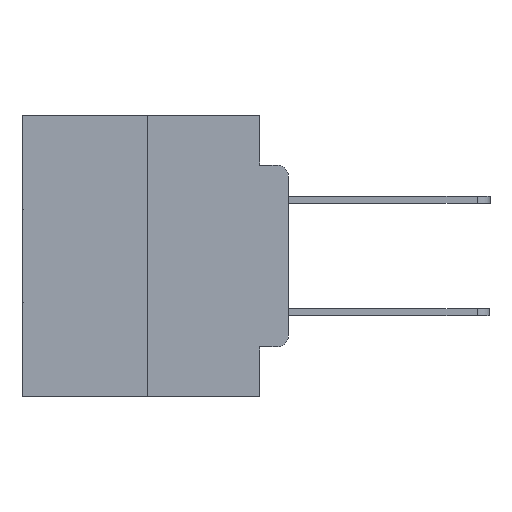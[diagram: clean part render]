
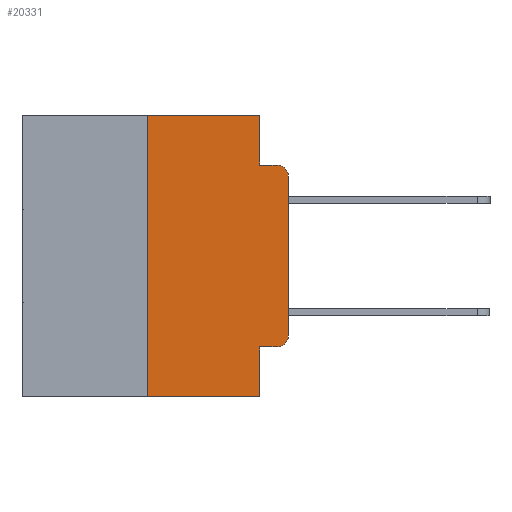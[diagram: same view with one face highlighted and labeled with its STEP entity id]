
A CAD part, left-side view. The second image highlights one B-rep face of the part: STEP entity #20331.
In plain terms, the highlighted planar face has unit normal (-1, 0, 0).
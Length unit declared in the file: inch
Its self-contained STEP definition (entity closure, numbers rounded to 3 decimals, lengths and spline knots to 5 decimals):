
#320 = LINE ( 'NONE', #19387, #18926 ) ;
#345 = LINE ( 'NONE', #7955, #17577 ) ;
#499 = CARTESIAN_POINT ( 'NONE',  ( 0., 0.051, 0. ) ) ;
#581 = VECTOR ( 'NONE', #6548, 39.37008 ) ;
#582 = CARTESIAN_POINT ( 'NONE',  ( 0., 0.02, -0.1085 ) ) ;
#1344 = AXIS2_PLACEMENT_3D ( 'NONE', #9717, #3058, #18639 ) ;
#2440 = EDGE_CURVE ( 'NONE', #8245, #21267, #320, .T. ) ;
#2543 = EDGE_LOOP ( 'NONE', ( #2591, #15800, #2642, #18856, #18795, #17960, #17915, #17216, #16958, #16801 ) ) ;
#2591 = ORIENTED_EDGE ( 'NONE', *, *, #14624, .T. ) ;
#2642 = ORIENTED_EDGE ( 'NONE', *, *, #8643, .F. ) ;
#2863 = DIRECTION ( 'NONE',  ( 0., 0., -1. ) ) ;
#2934 = DIRECTION ( 'NONE',  ( 0., 0., -1. ) ) ;
#3058 = DIRECTION ( 'NONE',  ( 1., 0., 0. ) ) ;
#3397 = LINE ( 'NONE', #10169, #4123 ) ;
#3978 = EDGE_CURVE ( 'NONE', #16137, #8869, #26172, .T. ) ;
#4087 = DIRECTION ( 'NONE',  ( -1., 0., 0. ) ) ;
#4123 = VECTOR ( 'NONE', #23291, 39.37008 ) ;
#4219 = VECTOR ( 'NONE', #26517, 39.37008 ) ;
#4539 = EDGE_CURVE ( 'NONE', #20042, #27760, #10498, .T. ) ;
#4567 = CARTESIAN_POINT ( 'NONE',  ( 0., 0.051, -0.0885 ) ) ;
#5265 = CARTESIAN_POINT ( 'NONE',  ( 0., 0.25, 0. ) ) ;
#6516 = CARTESIAN_POINT ( 'NONE',  ( 0., 0.051, 0. ) ) ;
#6548 = DIRECTION ( 'NONE',  ( 0., 0., 1. ) ) ;
#7396 = CARTESIAN_POINT ( 'NONE',  ( 0., 0.02, -0.0885 ) ) ;
#7955 = CARTESIAN_POINT ( 'NONE',  ( 0., 0., 0. ) ) ;
#8245 = VERTEX_POINT ( 'NONE', #22919 ) ;
#8643 = EDGE_CURVE ( 'NONE', #9849, #20300, #14337, .T. ) ;
#8808 = CARTESIAN_POINT ( 'NONE',  ( 0., 0.051, -0.5 ) ) ;
#8869 = VERTEX_POINT ( 'NONE', #9613 ) ;
#9613 = CARTESIAN_POINT ( 'NONE',  ( 0., 0.25, 0. ) ) ;
#9717 = CARTESIAN_POINT ( 'NONE',  ( 0., 0.473, 0. ) ) ;
#9849 = VERTEX_POINT ( 'NONE', #24338 ) ;
#10169 = CARTESIAN_POINT ( 'NONE',  ( 0., 0.473, 0. ) ) ;
#10192 = CARTESIAN_POINT ( 'NONE',  ( 0., 0.25, -0.5 ) ) ;
#10195 = EDGE_CURVE ( 'NONE', #8869, #20565, #3397, .T. ) ;
#10232 = AXIS2_PLACEMENT_3D ( 'NONE', #582, #16320, #2934 ) ;
#10498 = CIRCLE ( 'NONE', #17924, 0.02 ) ;
#10656 = VECTOR ( 'NONE', #2863, 39.37008 ) ;
#11261 = LINE ( 'NONE', #19515, #16454 ) ;
#11790 = CARTESIAN_POINT ( 'NONE',  ( 0., 0., -0.3915 ) ) ;
#12980 = VECTOR ( 'NONE', #20076, 39.37008 ) ;
#13894 = CIRCLE ( 'NONE', #10232, 0.02 ) ;
#14337 = LINE ( 'NONE', #4567, #12980 ) ;
#14435 = VERTEX_POINT ( 'NONE', #18338 ) ;
#14450 = EDGE_CURVE ( 'NONE', #20565, #9849, #22985, .T. ) ;
#14624 = EDGE_CURVE ( 'NONE', #27760, #14435, #345, .T. ) ;
#14678 = DIRECTION ( 'NONE',  ( 0., 0., 1. ) ) ;
#15800 = ORIENTED_EDGE ( 'NONE', *, *, #19061, .T. ) ;
#16137 = VERTEX_POINT ( 'NONE', #10192 ) ;
#16320 = DIRECTION ( 'NONE',  ( -1., 0., 0. ) ) ;
#16445 = PLANE ( 'NONE',  #1344 ) ;
#16454 = VECTOR ( 'NONE', #21653, 39.37008 ) ;
#16495 = EDGE_CURVE ( 'NONE', #8245, #20042, #21852, .T. ) ;
#16801 = ORIENTED_EDGE ( 'NONE', *, *, #4539, .T. ) ;
#16958 = ORIENTED_EDGE ( 'NONE', *, *, #16495, .T. ) ;
#17216 = ORIENTED_EDGE ( 'NONE', *, *, #2440, .F. ) ;
#17442 = CARTESIAN_POINT ( 'NONE',  ( 0., 0.02, -0.3915 ) ) ;
#17577 = VECTOR ( 'NONE', #14678, 39.37008 ) ;
#17915 = ORIENTED_EDGE ( 'NONE', *, *, #24626, .T. ) ;
#17924 = AXIS2_PLACEMENT_3D ( 'NONE', #17442, #4087, #19628 ) ;
#17960 = ORIENTED_EDGE ( 'NONE', *, *, #3978, .F. ) ;
#18338 = CARTESIAN_POINT ( 'NONE',  ( 0., 0., -0.1085 ) ) ;
#18639 = DIRECTION ( 'NONE',  ( 0., 0., -1. ) ) ;
#18795 = ORIENTED_EDGE ( 'NONE', *, *, #10195, .F. ) ;
#18856 = ORIENTED_EDGE ( 'NONE', *, *, #14450, .F. ) ;
#18926 = VECTOR ( 'NONE', #19661, 39.37008 ) ;
#19061 = EDGE_CURVE ( 'NONE', #14435, #20300, #13894, .T. ) ;
#19387 = CARTESIAN_POINT ( 'NONE',  ( 0., 0.051, 0. ) ) ;
#19515 = CARTESIAN_POINT ( 'NONE',  ( 0., 0.473, -0.5 ) ) ;
#19628 = DIRECTION ( 'NONE',  ( 0., 0., -1. ) ) ;
#19661 = DIRECTION ( 'NONE',  ( 0., 0., -1. ) ) ;
#20042 = VERTEX_POINT ( 'NONE', #26042 ) ;
#20076 = DIRECTION ( 'NONE',  ( 0., -1., 0. ) ) ;
#20300 = VERTEX_POINT ( 'NONE', #7396 ) ;
#20331 = ADVANCED_FACE ( 'NONE', ( #26628 ), #16445, .F. ) ;
#20565 = VERTEX_POINT ( 'NONE', #6516 ) ;
#21267 = VERTEX_POINT ( 'NONE', #8808 ) ;
#21653 = DIRECTION ( 'NONE',  ( 0., -1., 0. ) ) ;
#21852 = LINE ( 'NONE', #24414, #4219 ) ;
#22919 = CARTESIAN_POINT ( 'NONE',  ( 0., 0.051, -0.4115 ) ) ;
#22985 = LINE ( 'NONE', #499, #10656 ) ;
#23291 = DIRECTION ( 'NONE',  ( 0., -1., 0. ) ) ;
#24338 = CARTESIAN_POINT ( 'NONE',  ( 0., 0.051, -0.0885 ) ) ;
#24414 = CARTESIAN_POINT ( 'NONE',  ( 0., 0.051, -0.4115 ) ) ;
#24626 = EDGE_CURVE ( 'NONE', #16137, #21267, #11261, .T. ) ;
#26042 = CARTESIAN_POINT ( 'NONE',  ( 0., 0.02, -0.4115 ) ) ;
#26172 = LINE ( 'NONE', #5265, #581 ) ;
#26517 = DIRECTION ( 'NONE',  ( 0., -1., 0. ) ) ;
#26628 = FACE_OUTER_BOUND ( 'NONE', #2543, .T. ) ;
#27760 = VERTEX_POINT ( 'NONE', #11790 ) ;
